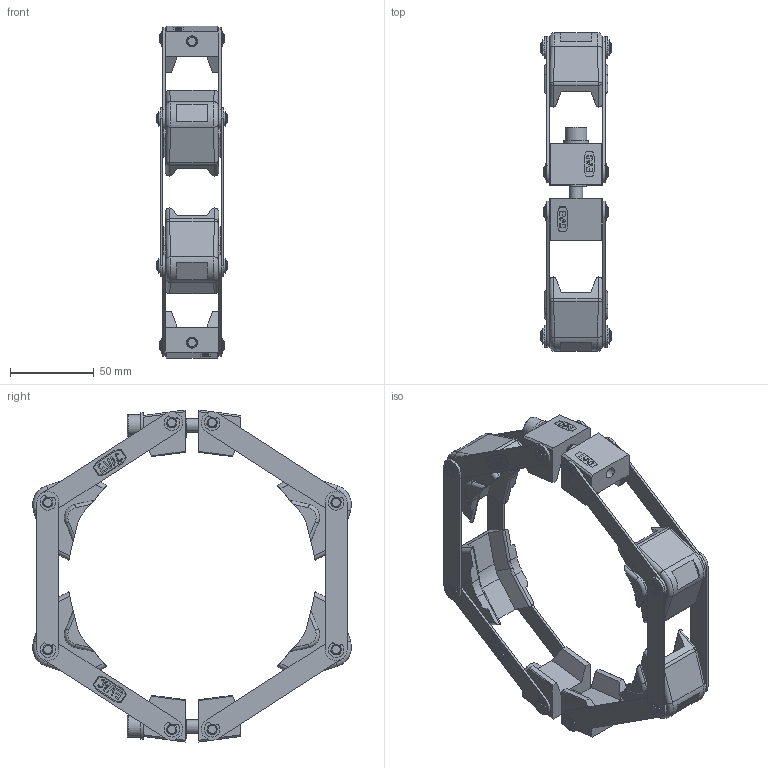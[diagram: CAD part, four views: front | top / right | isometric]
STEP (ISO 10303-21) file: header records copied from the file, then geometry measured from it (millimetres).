
FILE_DESCRIPTION(/* description */ (''),/* implementation_level */ '2;1');
FILE_NAME(/* name */ '30.125015.242.412',/* time_stamp */ '2018-07-31T10:33:36+02:00',/* author */ ('Murat Coskun Bicak'),/* organization */ ('Evac AG'),/* preprocessor_version */ 'ST-DEVELOPER v16.7',/* originating_system */ 'DEX',/* authorisation */ $);
FILE_SCHEMA (('AUTOMOTIVE_DESIGN {1 0 10303 214 3 1 1}'));
Length unit declared in the file: millimetre
Products named in the file (18): 30.125015.242.412; 03.275.020-AL; 03.102.002-AL; 03.103.002-AL; 03.040.088-IX; 00.1008.02-IXMY; 00.5608.20-IX; 03.070.016-IXMY; 03.050.016-IX; 00.1204.00-IX; 03.060.016-IX; 00.1408.00-IX; Gravierung; Gravierung_2; Gravierung_3; Gravierung_4; Gravierung_5
Assembly tree (65 placements, depth 3):
  30.125015.242.412
    03.275.020-AL  x4
    03.102.002-AL  x2
    03.103.002-AL  x2
    03.040.088-IX  x12
    00.1008.02-IXMY  x2
    00.5608.20-IX  x2
    03.070.016-IXMY  x2
    03.050.016-IX  x4
    00.1204.00-IX  x16
    03.060.016-IX  x8
    00.1408.00-IX  x2
    Gravierung  x4
      Gravierung
      Gravierung_2
      Gravierung_3
      Gravierung_4
      Gravierung_5
Bounding box: 41.9 x 190.31 x 198.3 mm (x, y, z)
Volume: 196611.8 mm3; surface area: 102628.2 mm2
Topology: 76 solids, 76 shells, 2960 faces, 7290 edges, 4806 vertices
Faces by surface type: plane 2024, cylinder 826, bspline 56, cone 28, sphere 16, torus 10
Full cylindrical faces by diameter (mm): 5 x16, 6 x58, 6.1 x4, 6.647 x2, 8 x4, 8.1 x2, 8.4 x4, 13 x2, 15 x2
Entity records: 20716 total; most frequent: CARTESIAN_POINT 3346, DIRECTION 3178, ORIENTED_EDGE 2936, EDGE_CURVE 1468, LINE 1062, VECTOR 1062, AXIS2_PLACEMENT_3D 1058, VERTEX_POINT 986
